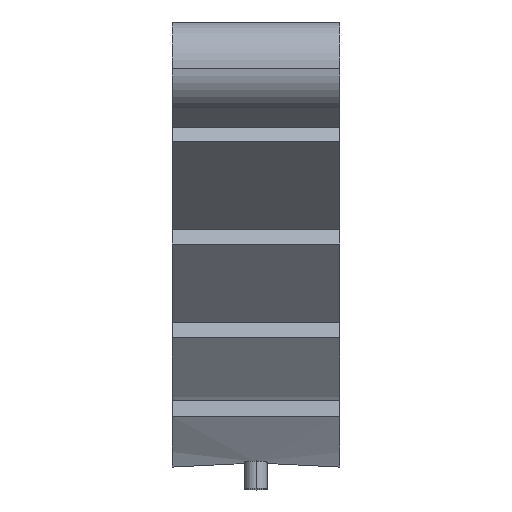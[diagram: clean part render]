
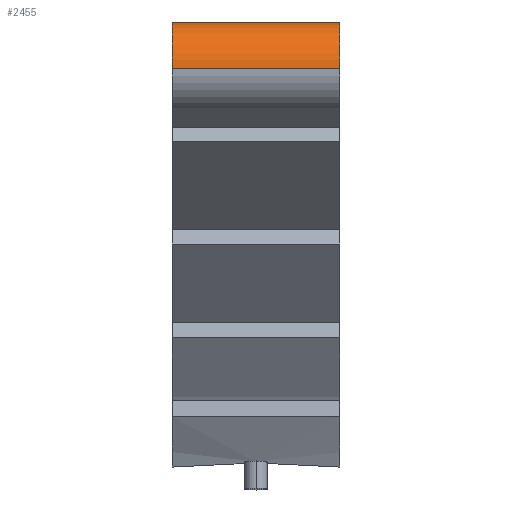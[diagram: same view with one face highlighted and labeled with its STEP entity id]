
A CAD part, top view. The second image highlights one B-rep face of the part: STEP entity #2455.
In plain terms, the highlighted cylindrical face has radius 16.65 mm (diameter 33.3 mm), a partial arc.
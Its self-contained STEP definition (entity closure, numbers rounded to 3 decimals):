
#15 = CARTESIAN_POINT ( 'NONE',  ( 30., 0., 323.35 ) ) ;
#130 = CIRCLE ( 'NONE', #2443, 16.65 ) ;
#170 = DIRECTION ( 'NONE',  ( 1., 0., 0. ) ) ;
#181 = DIRECTION ( 'NONE',  ( 0., 0., -1. ) ) ;
#183 = DIRECTION ( 'NONE',  ( 0., 0., -1. ) ) ;
#317 = EDGE_CURVE ( 'NONE', #1293, #779, #2553, .T. ) ;
#354 = VECTOR ( 'NONE', #2214, 1000. ) ;
#401 = CIRCLE ( 'NONE', #2623, 16.65 ) ;
#407 = CARTESIAN_POINT ( 'NONE',  ( -30., 0., 340. ) ) ;
#454 = ORIENTED_EDGE ( 'NONE', *, *, #2430, .T. ) ;
#536 = VERTEX_POINT ( 'NONE', #2270 ) ;
#659 = CARTESIAN_POINT ( 'NONE',  ( 0., 0., 340. ) ) ;
#779 = VERTEX_POINT ( 'NONE', #15 ) ;
#1161 = VERTEX_POINT ( 'NONE', #1789 ) ;
#1293 = VERTEX_POINT ( 'NONE', #1877 ) ;
#1298 = VECTOR ( 'NONE', #170, 1000. ) ;
#1474 = CYLINDRICAL_SURFACE ( 'NONE', #2000, 16.65 ) ;
#1528 = DIRECTION ( 'NONE',  ( 1., 0., 0. ) ) ;
#1593 = EDGE_CURVE ( 'NONE', #536, #1161, #2639, .T. ) ;
#1704 = EDGE_CURVE ( 'NONE', #1161, #779, #401, .T. ) ;
#1741 = FACE_OUTER_BOUND ( 'NONE', #2460, .T. ) ;
#1750 = DIRECTION ( 'NONE',  ( 0., 0., 1. ) ) ;
#1789 = CARTESIAN_POINT ( 'NONE',  ( 30., 0., 356.65 ) ) ;
#1868 = ORIENTED_EDGE ( 'NONE', *, *, #1704, .T. ) ;
#1877 = CARTESIAN_POINT ( 'NONE',  ( -30., 0., 323.35 ) ) ;
#1968 = CARTESIAN_POINT ( 'NONE',  ( 0., 0., 356.65 ) ) ;
#2000 = AXIS2_PLACEMENT_3D ( 'NONE', #659, #1528, #181 ) ;
#2126 = CARTESIAN_POINT ( 'NONE',  ( 0., 0., 323.35 ) ) ;
#2171 = DIRECTION ( 'NONE',  ( 1., 0., 0. ) ) ;
#2214 = DIRECTION ( 'NONE',  ( 1., 0., 0. ) ) ;
#2270 = CARTESIAN_POINT ( 'NONE',  ( -30., 0., 356.65 ) ) ;
#2430 = EDGE_CURVE ( 'NONE', #1293, #536, #130, .T. ) ;
#2436 = ORIENTED_EDGE ( 'NONE', *, *, #1593, .T. ) ;
#2443 = AXIS2_PLACEMENT_3D ( 'NONE', #407, #2171, #1750 ) ;
#2455 = ADVANCED_FACE ( 'NONE', ( #1741 ), #1474, .T. ) ;
#2460 = EDGE_LOOP ( 'NONE', ( #454, #2436, #1868, #2648 ) ) ;
#2553 = LINE ( 'NONE', #2126, #1298 ) ;
#2623 = AXIS2_PLACEMENT_3D ( 'NONE', #2762, #2781, #183 ) ;
#2639 = LINE ( 'NONE', #1968, #354 ) ;
#2648 = ORIENTED_EDGE ( 'NONE', *, *, #317, .F. ) ;
#2762 = CARTESIAN_POINT ( 'NONE',  ( 30., 0., 340. ) ) ;
#2781 = DIRECTION ( 'NONE',  ( -1., 0., 0. ) ) ;
